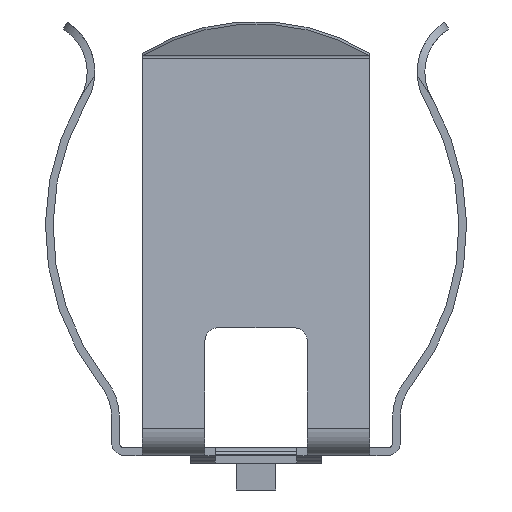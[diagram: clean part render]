
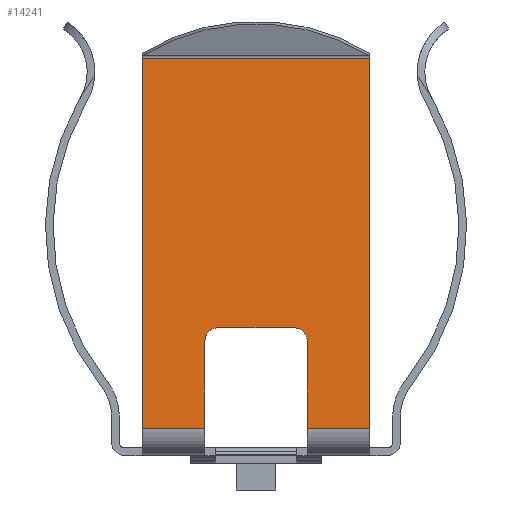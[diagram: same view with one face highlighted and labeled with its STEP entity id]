
A CAD part, left-side view. The second image highlights one B-rep face of the part: STEP entity #14241.
In plain terms, the highlighted planar face has unit normal (-0.998, 0, 0.067).
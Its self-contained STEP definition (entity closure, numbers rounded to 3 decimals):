
#119 = VERTEX_POINT ( 'NONE', #10149 ) ;
#365 = CARTESIAN_POINT ( 'NONE',  ( -6.031, -4.45, 15.567 ) ) ;
#427 = CARTESIAN_POINT ( 'NONE',  ( -6.998, 4.45, 1.067 ) ) ;
#574 = CARTESIAN_POINT ( 'NONE',  ( -6.769, -2., 4.5 ) ) ;
#590 = DIRECTION ( 'NONE',  ( -0.067, 0., -0.998 ) ) ;
#745 = VECTOR ( 'NONE', #8839, 1000. ) ;
#1038 = DIRECTION ( 'NONE',  ( 0.067, 0., 0.998 ) ) ;
#1075 = LINE ( 'NONE', #3132, #13147 ) ;
#1112 = LINE ( 'NONE', #11136, #745 ) ;
#1211 = VECTOR ( 'NONE', #3099, 1000. ) ;
#1402 = VECTOR ( 'NONE', #12468, 1000. ) ;
#1617 = DIRECTION ( 'NONE',  ( -0.067, 0., -0.998 ) ) ;
#1779 = LINE ( 'NONE', #2030, #1402 ) ;
#1818 = CARTESIAN_POINT ( 'NONE',  ( -6.735, 1.5, 5. ) ) ;
#1830 = LINE ( 'NONE', #8673, #4572 ) ;
#2030 = CARTESIAN_POINT ( 'NONE',  ( -6.998, 4.45, 1.067 ) ) ;
#2257 = DIRECTION ( 'NONE',  ( 0.067, 0., 0.998 ) ) ;
#2464 = VERTEX_POINT ( 'NONE', #7066 ) ;
#2577 = ORIENTED_EDGE ( 'NONE', *, *, #12326, .T. ) ;
#2579 = LINE ( 'NONE', #6861, #5639 ) ;
#2771 = PLANE ( 'NONE',  #9875 ) ;
#3099 = DIRECTION ( 'NONE',  ( 0., -1., 0. ) ) ;
#3132 = CARTESIAN_POINT ( 'NONE',  ( -6.998, -4.45, 1.067 ) ) ;
#3169 = VERTEX_POINT ( 'NONE', #365 ) ;
#3280 = EDGE_LOOP ( 'NONE', ( #9816, #13051, #10115, #13395, #3956, #9225, #12503, #9768, #2577, #15171 ) ) ;
#3583 = EDGE_CURVE ( 'NONE', #9607, #3169, #1112, .T. ) ;
#3800 = EDGE_CURVE ( 'NONE', #10675, #9607, #7684, .T. ) ;
#3825 = FACE_OUTER_BOUND ( 'NONE', #3280, .T. ) ;
#3956 = ORIENTED_EDGE ( 'NONE', *, *, #3583, .F. ) ;
#4181 = VECTOR ( 'NONE', #6693, 1000. ) ;
#4252 = EDGE_CURVE ( 'NONE', #14904, #3169, #1075, .T. ) ;
#4565 = CARTESIAN_POINT ( 'NONE',  ( -6.998, 4.45, 1.067 ) ) ;
#4572 = VECTOR ( 'NONE', #590, 1000. ) ;
#5166 = EDGE_CURVE ( 'NONE', #10675, #7563, #1779, .T. ) ;
#5292 = CARTESIAN_POINT ( 'NONE',  ( -6.749, 2., 4.793 ) ) ;
#5434 = CARTESIAN_POINT ( 'NONE',  ( -6.735, -1.5, 5. ) ) ;
#5639 = VECTOR ( 'NONE', #1038, 1000. ) ;
#6693 = DIRECTION ( 'NONE',  ( 0., -1., 0. ) ) ;
#6827 = VERTEX_POINT ( 'NONE', #13400 ) ;
#6861 = CARTESIAN_POINT ( 'NONE',  ( -6.998, 2., 1.067 ) ) ;
#6902 = EDGE_CURVE ( 'NONE', #6827, #12294, #8086, .T. ) ;
#7066 = CARTESIAN_POINT ( 'NONE',  ( -6.769, 2., 4.5 ) ) ;
#7563 = VERTEX_POINT ( 'NONE', #14410 ) ;
#7684 = LINE ( 'NONE', #4565, #10791 ) ;
#7779 = CARTESIAN_POINT ( 'NONE',  ( -6.769, -2., 4.5 ) ) ;
#7795 = LINE ( 'NONE', #12414, #1211 ) ;
#7895 = DIRECTION ( 'NONE',  ( 0.067, 0., 0.998 ) ) ;
#8086 =( BOUNDED_CURVE ( )  B_SPLINE_CURVE ( 3, ( #5434, #13600, #14791, #7779 ),
 .UNSPECIFIED., .F., .T. ) 
 B_SPLINE_CURVE_WITH_KNOTS ( ( 4, 4 ),
 ( 0., 1.571 ),
 .UNSPECIFIED. ) 
 CURVE ( )  GEOMETRIC_REPRESENTATION_ITEM ( )  RATIONAL_B_SPLINE_CURVE ( ( 1., 0.805, 0.805, 1. ) ) 
 REPRESENTATION_ITEM ( '' )  );
#8156 = VERTEX_POINT ( 'NONE', #10030 ) ;
#8611 = DIRECTION ( 'NONE',  ( 0.998, 0., -0.067 ) ) ;
#8673 = CARTESIAN_POINT ( 'NONE',  ( -6.998, -2., 1.067 ) ) ;
#8802 = CARTESIAN_POINT ( 'NONE',  ( -6.735, 1.793, 5. ) ) ;
#8818 = CARTESIAN_POINT ( 'NONE',  ( -6.031, 4.45, 15.567 ) ) ;
#8839 = DIRECTION ( 'NONE',  ( 0., -1., 0. ) ) ;
#9225 = ORIENTED_EDGE ( 'NONE', *, *, #3800, .F. ) ;
#9607 = VERTEX_POINT ( 'NONE', #8818 ) ;
#9768 = ORIENTED_EDGE ( 'NONE', *, *, #9785, .T. ) ;
#9785 = EDGE_CURVE ( 'NONE', #7563, #2464, #2579, .T. ) ;
#9816 = ORIENTED_EDGE ( 'NONE', *, *, #6902, .T. ) ;
#9875 = AXIS2_PLACEMENT_3D ( 'NONE', #427, #8611, #1617 ) ;
#9911 = CARTESIAN_POINT ( 'NONE',  ( -6.769, 2., 4.5 ) ) ;
#10030 = CARTESIAN_POINT ( 'NONE',  ( -6.998, -2., 1.067 ) ) ;
#10115 = ORIENTED_EDGE ( 'NONE', *, *, #10724, .T. ) ;
#10149 = CARTESIAN_POINT ( 'NONE',  ( -6.735, 1.5, 5. ) ) ;
#10675 = VERTEX_POINT ( 'NONE', #11328 ) ;
#10724 = EDGE_CURVE ( 'NONE', #8156, #14904, #14593, .T. ) ;
#10791 = VECTOR ( 'NONE', #2257, 1000. ) ;
#11136 = CARTESIAN_POINT ( 'NONE',  ( -6.031, 4.45, 15.567 ) ) ;
#11328 = CARTESIAN_POINT ( 'NONE',  ( -6.998, 4.45, 1.067 ) ) ;
#11441 = CARTESIAN_POINT ( 'NONE',  ( -6.998, 4.45, 1.067 ) ) ;
#12294 = VERTEX_POINT ( 'NONE', #574 ) ;
#12326 = EDGE_CURVE ( 'NONE', #2464, #119, #12352, .T. ) ;
#12352 =( BOUNDED_CURVE ( )  B_SPLINE_CURVE ( 3, ( #9911, #5292, #8802, #1818 ),
 .UNSPECIFIED., .F., .F. ) 
 B_SPLINE_CURVE_WITH_KNOTS ( ( 4, 4 ),
 ( 4.712, 6.283 ),
 .UNSPECIFIED. ) 
 CURVE ( )  GEOMETRIC_REPRESENTATION_ITEM ( )  RATIONAL_B_SPLINE_CURVE ( ( 1., 0.805, 0.805, 1. ) ) 
 REPRESENTATION_ITEM ( '' )  );
#12414 = CARTESIAN_POINT ( 'NONE',  ( -6.735, 4.45, 5. ) ) ;
#12468 = DIRECTION ( 'NONE',  ( 0., -1., 0. ) ) ;
#12503 = ORIENTED_EDGE ( 'NONE', *, *, #5166, .T. ) ;
#13051 = ORIENTED_EDGE ( 'NONE', *, *, #13840, .T. ) ;
#13147 = VECTOR ( 'NONE', #7895, 1000. ) ;
#13395 = ORIENTED_EDGE ( 'NONE', *, *, #4252, .T. ) ;
#13400 = CARTESIAN_POINT ( 'NONE',  ( -6.735, -1.5, 5. ) ) ;
#13600 = CARTESIAN_POINT ( 'NONE',  ( -6.735, -1.793, 5. ) ) ;
#13840 = EDGE_CURVE ( 'NONE', #12294, #8156, #1830, .T. ) ;
#14241 = ADVANCED_FACE ( 'NONE', ( #3825 ), #2771, .F. ) ;
#14410 = CARTESIAN_POINT ( 'NONE',  ( -6.998, 2., 1.067 ) ) ;
#14593 = LINE ( 'NONE', #11441, #4181 ) ;
#14777 = CARTESIAN_POINT ( 'NONE',  ( -6.998, -4.45, 1.067 ) ) ;
#14791 = CARTESIAN_POINT ( 'NONE',  ( -6.749, -2., 4.793 ) ) ;
#14890 = EDGE_CURVE ( 'NONE', #119, #6827, #7795, .T. ) ;
#14904 = VERTEX_POINT ( 'NONE', #14777 ) ;
#15171 = ORIENTED_EDGE ( 'NONE', *, *, #14890, .T. ) ;
